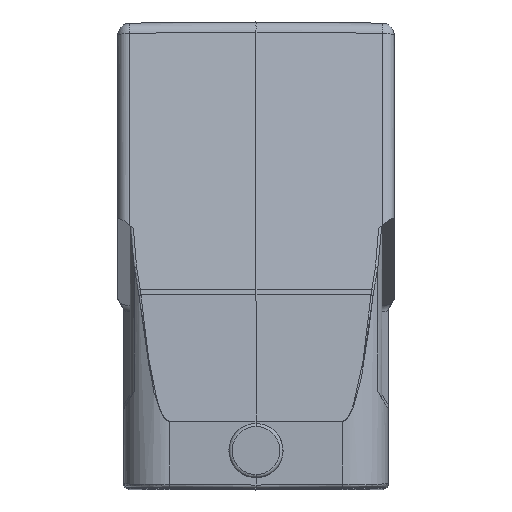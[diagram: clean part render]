
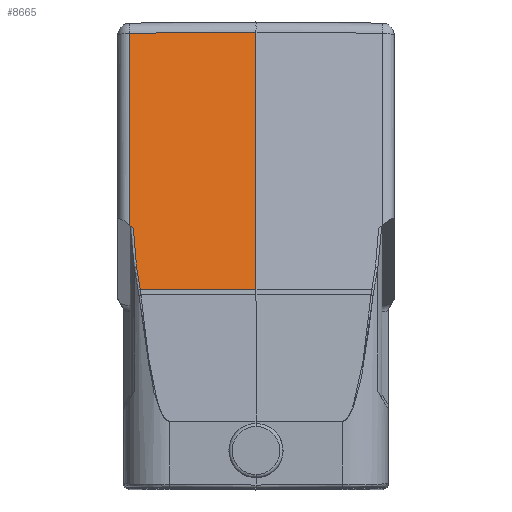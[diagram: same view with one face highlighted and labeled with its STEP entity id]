
A CAD part, top view. The second image highlights one B-rep face of the part: STEP entity #8665.
In plain terms, the highlighted planar face has unit normal (-0.009, 0.174, 0.985).
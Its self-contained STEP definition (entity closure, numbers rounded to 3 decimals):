
#59=CARTESIAN_POINT('',(-20.517,-11.704,56.062));
#67=DIRECTION('',(0.,-0.985,0.174));
#68=VECTOR('',#67,31.771);
#69=CARTESIAN_POINT('',(-20.517,19.584,50.546));
#70=LINE('',#69,#68);
#71=DIRECTION('',(0.762,-0.637,0.119));
#72=VECTOR('',#71,0.727);
#73=CARTESIAN_POINT('',(-20.517,-11.704,56.062));
#74=LINE('',#73,#72);
#83=CARTESIAN_POINT('',(-19.449,-18.497,57.27));
#84=CARTESIAN_POINT('',(-19.749,-16.402,56.898));
#85=CARTESIAN_POINT('',(-19.895,-14.285,56.523));
#86=CARTESIAN_POINT('',(-19.963,-12.168,56.149));
#88=DIRECTION('',(1.,0.009,0.007));
#89=VECTOR('',#88,20.519);
#90=CARTESIAN_POINT('',(-20.517,19.584,50.546));
#91=LINE('',#90,#89);
#92=DIRECTION('',(0.,-0.985,0.174));
#93=VECTOR('',#92,42.562);
#94=CARTESIAN_POINT('',(0.,19.763,50.696));
#95=LINE('',#94,#93);
#96=CARTESIAN_POINT('',(-18.848,-22.177,57.924));
#97=CARTESIAN_POINT('',(-19.075,-20.955,57.706));
#98=CARTESIAN_POINT('',(-19.272,-19.728,57.488));
#99=CARTESIAN_POINT('',(-19.449,-18.497,57.27));
#136=DIRECTION('',(1.,0.001,0.009));
#137=VECTOR('',#136,18.848);
#138=CARTESIAN_POINT('',(-18.848,-22.177,57.924));
#139=LINE('',#138,#137);
#7131=VERTEX_POINT('',#59);
#7132=CARTESIAN_POINT('',(-20.517,19.584,50.546));
#7133=VERTEX_POINT('',#7132);
#7134=CARTESIAN_POINT('',(-19.963,-12.168,
56.149));
#7135=VERTEX_POINT('',#7134);
#7142=VERTEX_POINT('',#83);
#7143=CARTESIAN_POINT('',(0.,19.763,
50.696));
#7144=VERTEX_POINT('',#7143);
#7145=CARTESIAN_POINT('',(0.,-22.152,
58.087));
#7146=VERTEX_POINT('',#7145);
#7147=CARTESIAN_POINT('',(-18.848,-22.177,
57.924));
#7148=VERTEX_POINT('',#7147);
#8646=CARTESIAN_POINT('',(0.,21.415,50.404));
#8647=DIRECTION('',(-0.009,0.174,0.985));
#8648=DIRECTION('',(0.,-0.985,0.174));
#8649=AXIS2_PLACEMENT_3D('',#8646,#8647,#8648);
#8650=PLANE('',#8649);
#8652=ORIENTED_EDGE('',*,*,#8651,.T.);
#8653=ORIENTED_EDGE('',*,*,#8629,.F.);
#8654=ORIENTED_EDGE('',*,*,#8619,.F.);
#8656=ORIENTED_EDGE('',*,*,#8655,.T.);
#8658=ORIENTED_EDGE('',*,*,#8657,.T.);
#8660=ORIENTED_EDGE('',*,*,#8659,.F.);
#8662=ORIENTED_EDGE('',*,*,#8661,.T.);
#8663=EDGE_LOOP('',(#8652,#8653,#8654,#8656,#8658,#8660,#8662));
#8664=FACE_OUTER_BOUND('',#8663,.F.);
#8665=ADVANCED_FACE('',(#8664),#8650,.T.);
#87=B_SPLINE_CURVE_WITH_KNOTS('',3,(#83,#84,#85,#86),.UNSPECIFIED.,.F.,.F.,(4,
4),(0.,1.),.UNSPECIFIED.);
#100=B_SPLINE_CURVE_WITH_KNOTS('',3,(#96,#97,#98,#99),.UNSPECIFIED.,.F.,.F.,(4,
4),(0.,1.),.UNSPECIFIED.);
#8619=EDGE_CURVE('',#7133,#7131,#70,.T.);
#8629=EDGE_CURVE('',#7131,#7135,#74,.T.);
#8651=EDGE_CURVE('',#7142,#7135,#87,.T.);
#8655=EDGE_CURVE('',#7133,#7144,#91,.T.);
#8657=EDGE_CURVE('',#7144,#7146,#95,.T.);
#8659=EDGE_CURVE('',#7148,#7146,#139,.T.);
#8661=EDGE_CURVE('',#7148,#7142,#100,.T.);
